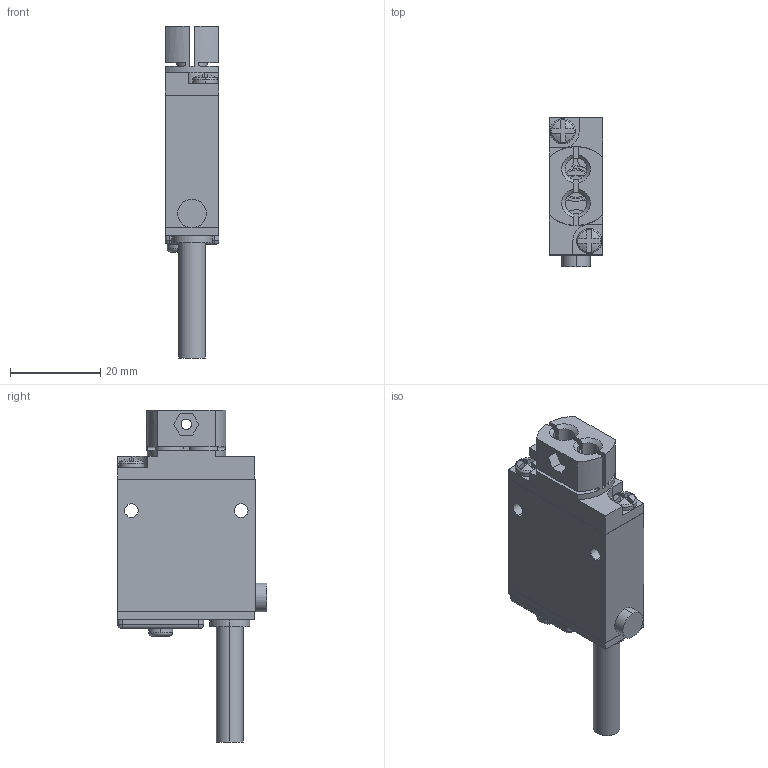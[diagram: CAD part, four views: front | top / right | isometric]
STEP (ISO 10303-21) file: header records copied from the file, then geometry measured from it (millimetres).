
FILE_DESCRIPTION((''),'2;1');
FILE_NAME('188670_ASM','2015-10-07T',('pdmadmin'),(''),'PRO/ENGINEER BY PARAMETRIC TECHNOLOGY CORPORATION, 2013230','PRO/ENGINEER BY PARAMETRIC TECHNOLOGY CORPORATION, 2013230','');
FILE_SCHEMA(('CONFIG_CONTROL_DESIGN'));
Length unit declared in the file: inch
Products named in the file (10): 13368; 13359; 08389; 12778; 09460_WEB; 12777; 12802; 12881; 49802_ASM; 188670_ASM
Assembly tree (10 placements, depth 3):
  188670_ASM
    13368
    13359
    08389  x2
    12778
    09460_WEB
    49802_ASM
      12777
      12802
      12881
Bounding box: 11.99 x 33.27 x 73.77 mm (x, y, z)
Volume: 7920.4 mm3; surface area: 12784.5 mm2
Topology: 9 solids, 10 shells, 502 faces, 1308 edges, 851 vertices
Faces by surface type: plane 255, cylinder 192, torus 19, cone 16, bspline 12, sphere 8
Entity records: 16876 total; most frequent: CARTESIAN_POINT 4618, DIRECTION 2567, ORIENTED_EDGE 2484, EDGE_CURVE 1244, AXIS2_PLACEMENT_3D 912, VERTEX_POINT 809, VECTOR 743, LINE 743
